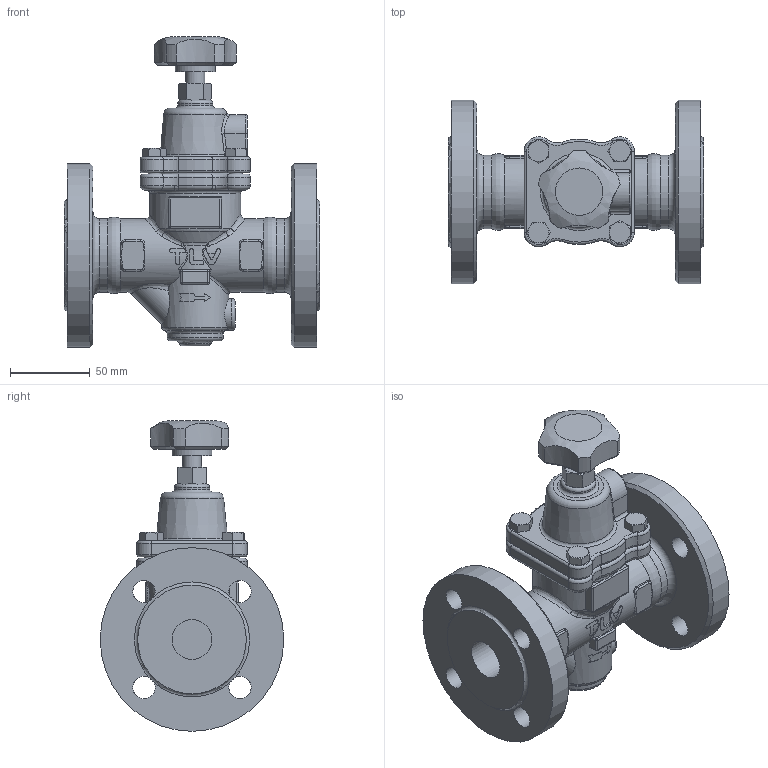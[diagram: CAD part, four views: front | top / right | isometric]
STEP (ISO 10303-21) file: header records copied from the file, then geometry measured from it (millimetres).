
FILE_DESCRIPTION((''),'2;1');
FILE_NAME('pndrx-025-e0025-00.stp','2014-01-16T11:06:49',('nakaot'),(''),'Autodesk Inventor 2012','Autodesk Inventor 2012','');
FILE_SCHEMA(('AUTOMOTIVE_DESIGN { 1 0 10303 214 1 1 1 1 }'));
Length unit declared in the file: millimetre
Products named in the file (1): pndrx-025-e0025-00
Bounding box: 160 x 115 x 194.5 mm (x, y, z)
Volume: 791849.9 mm3; surface area: 111531.2 mm2
Topology: 1 solids, 1 shells, 510 faces, 1240 edges, 735 vertices
Faces by surface type: cylinder 157, plane 140, torus 81, cone 63, bspline 59, sphere 10
Full cylindrical faces by diameter (mm): 8 x8, 9 x4, 12 x1, 14 x8, 14.25 x1, 20 x1, 22 x1, 25 x3, 35 x1, 42 x1, 46 x4, 57 x1, 58 x1, 115 x2
Entity records: 17842 total; most frequent: CARTESIAN_POINT 6918, DIRECTION 2269, ORIENTED_EDGE 2242, EDGE_CURVE 1121, AXIS2_PLACEMENT_3D 990, VERTEX_POINT 695, EDGE_LOOP 612, CIRCLE 530
